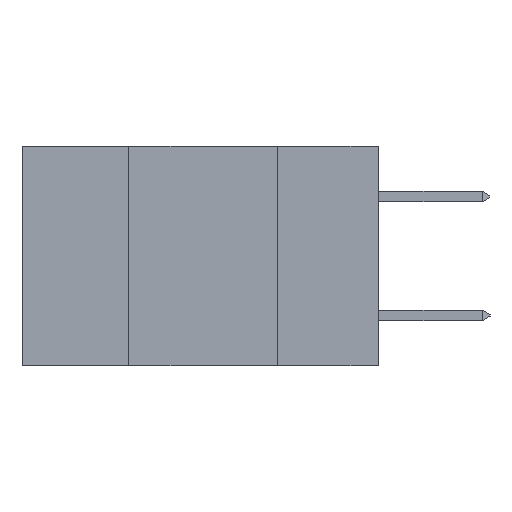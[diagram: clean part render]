
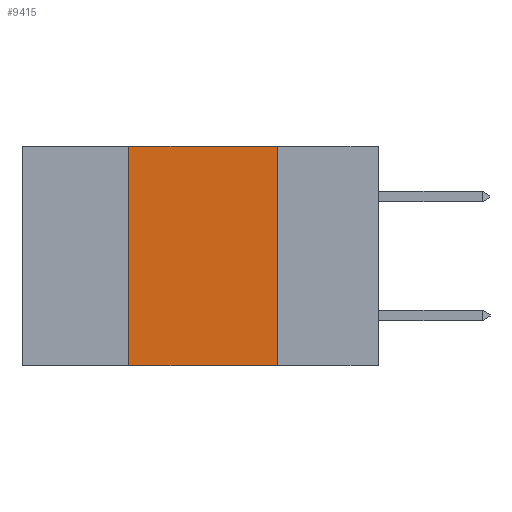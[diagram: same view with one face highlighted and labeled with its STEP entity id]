
A CAD part, left-side view. The second image highlights one B-rep face of the part: STEP entity #9415.
In plain terms, the highlighted planar face has unit normal (-1, 0, 0).
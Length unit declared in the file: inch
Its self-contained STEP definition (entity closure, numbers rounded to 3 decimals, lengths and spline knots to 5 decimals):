
#1490 = VERTEX_POINT ( 'NONE', #15129 ) ;
#1545 = CARTESIAN_POINT ( 'NONE',  ( 0., 0.6, 0. ) ) ;
#1680 = DIRECTION ( 'NONE',  ( 0., -1., 0. ) ) ;
#4019 = FACE_OUTER_BOUND ( 'NONE', #4573, .T. ) ;
#4459 = AXIS2_PLACEMENT_3D ( 'NONE', #9873, #4826, #16584 ) ;
#4573 = EDGE_LOOP ( 'NONE', ( #19229, #7070, #20825, #6314 ) ) ;
#4826 = DIRECTION ( 'NONE',  ( 1., 0., 0. ) ) ;
#4831 = EDGE_CURVE ( 'NONE', #20590, #1490, #9733, .T. ) ;
#5399 = VECTOR ( 'NONE', #20306, 39.37008 ) ;
#5523 = VECTOR ( 'NONE', #15595, 39.37008 ) ;
#6008 = EDGE_CURVE ( 'NONE', #1490, #9765, #8339, .T. ) ;
#6314 = ORIENTED_EDGE ( 'NONE', *, *, #15012, .T. ) ;
#7034 = CARTESIAN_POINT ( 'NONE',  ( 0., 0.42, -0.37 ) ) ;
#7070 = ORIENTED_EDGE ( 'NONE', *, *, #4831, .F. ) ;
#7185 = CARTESIAN_POINT ( 'NONE',  ( 0., 0.6, -0.37 ) ) ;
#8339 = LINE ( 'NONE', #17337, #17219 ) ;
#8647 = VECTOR ( 'NONE', #1680, 39.37008 ) ;
#9415 = ADVANCED_FACE ( 'NONE', ( #4019 ), #14939, .F. ) ;
#9485 = LINE ( 'NONE', #7185, #5523 ) ;
#9733 = LINE ( 'NONE', #1545, #8647 ) ;
#9765 = VERTEX_POINT ( 'NONE', #20898 ) ;
#9873 = CARTESIAN_POINT ( 'NONE',  ( 0., 0.6, 0. ) ) ;
#9891 = LINE ( 'NONE', #7034, #5399 ) ;
#14239 = VERTEX_POINT ( 'NONE', #15947 ) ;
#14939 = PLANE ( 'NONE',  #4459 ) ;
#15012 = EDGE_CURVE ( 'NONE', #14239, #9765, #9485, .T. ) ;
#15129 = CARTESIAN_POINT ( 'NONE',  ( 0., 0.17, 0. ) ) ;
#15595 = DIRECTION ( 'NONE',  ( 0., -1., 0. ) ) ;
#15947 = CARTESIAN_POINT ( 'NONE',  ( 0., 0.42, -0.37 ) ) ;
#16584 = DIRECTION ( 'NONE',  ( 0., 0., -1. ) ) ;
#16709 = DIRECTION ( 'NONE',  ( 0., 0., -1. ) ) ;
#17219 = VECTOR ( 'NONE', #16709, 39.37008 ) ;
#17337 = CARTESIAN_POINT ( 'NONE',  ( 0., 0.17, -0.37 ) ) ;
#18262 = EDGE_CURVE ( 'NONE', #14239, #20590, #9891, .T. ) ;
#19229 = ORIENTED_EDGE ( 'NONE', *, *, #6008, .F. ) ;
#19565 = CARTESIAN_POINT ( 'NONE',  ( 0., 0.42, 0. ) ) ;
#20306 = DIRECTION ( 'NONE',  ( 0., 0., 1. ) ) ;
#20590 = VERTEX_POINT ( 'NONE', #19565 ) ;
#20825 = ORIENTED_EDGE ( 'NONE', *, *, #18262, .F. ) ;
#20898 = CARTESIAN_POINT ( 'NONE',  ( 0., 0.17, -0.37 ) ) ;
